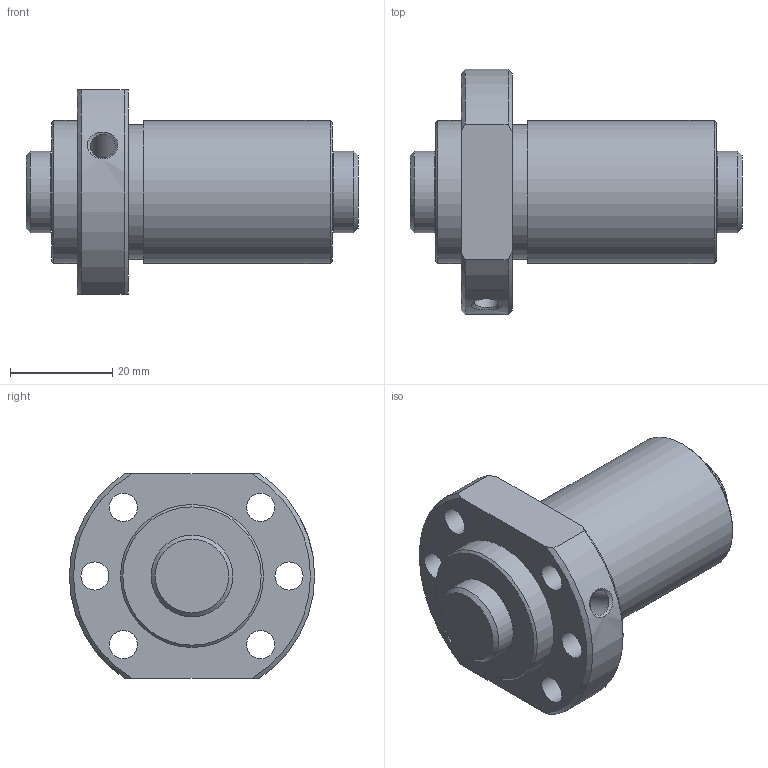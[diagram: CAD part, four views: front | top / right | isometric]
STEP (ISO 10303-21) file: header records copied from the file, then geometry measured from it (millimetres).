
FILE_DESCRIPTION( ( 'STEP AP203' ), ' ' );
FILE_NAME( 'EBB_1605-4_RRNone+65L_C7_0070_-ebb3.stp', '2018-01-22T15:18:18', ( '' ), ( '' ), ' ', 'PARTsolutions', ' ' );
FILE_SCHEMA( ( 'CONFIG_CONTROL_DESIGN' ) );
Length unit declared in the file: millimetre
Products named in the file (3): EBB 1605-4 RRNone+65L C7(0070)-ebb3; _EBB 1605-40 Welle3; _EBB 1605-4RR Nut3
Assembly tree (2 placements, depth 2):
  EBB 1605-4 RRNone+65L C7(0070)-ebb3
    _EBB 1605-40 Welle3
    _EBB 1605-4RR Nut3
Bounding box: 65 x 48 x 40 mm (x, y, z)
Volume: 44287.3 mm3; surface area: 15978.7 mm2
Topology: 2 solids, 2 shells, 40 faces, 85 edges, 56 vertices
Faces by surface type: cylinder 18, plane 13, cone 9
Full cylindrical faces by diameter (mm): 4.917 x1, 5.5 x6, 12.8 x2, 16 x4, 26.32 x1, 28 x2
Entity records: 1228 total; most frequent: CARTESIAN_POINT 301, DIRECTION 180, ORIENTED_EDGE 122, AXIS2_PLACEMENT_3D 86, EDGE_LOOP 84, EDGE_CURVE 61, FACE_OUTER_BOUND 56, VERTEX_POINT 53
